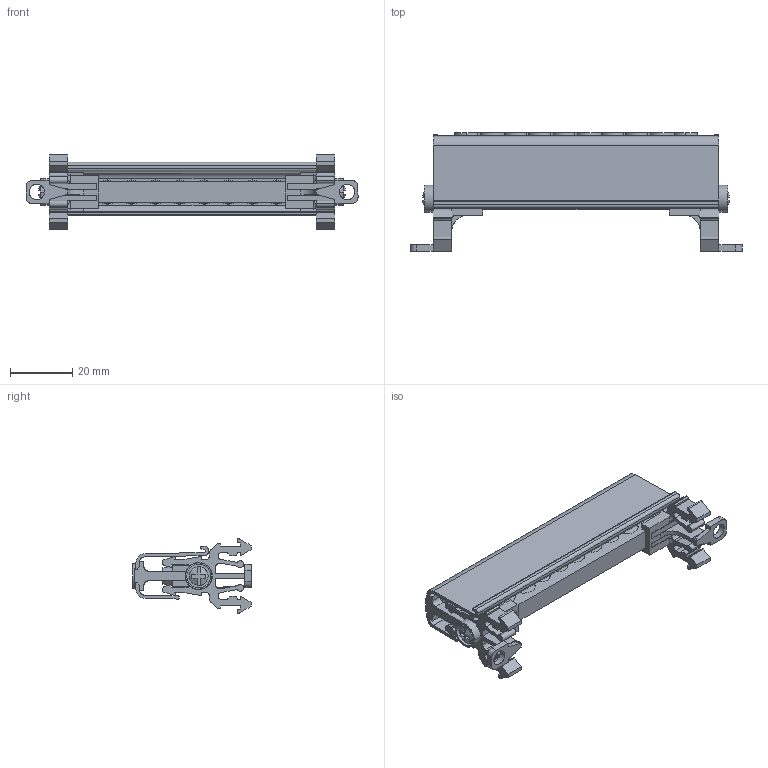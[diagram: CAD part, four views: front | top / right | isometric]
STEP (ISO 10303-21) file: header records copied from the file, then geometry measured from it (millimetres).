
FILE_DESCRIPTION (( 'STEP AP203' ), '1' );
FILE_NAME ('7x12 Tek Kutuplu Daðýtýcý Ünite - 10 Delikli.STEP', '2018-12-07T11:02:29', ( '' ), ( '' ), 'SwSTEP 2.0', 'SolidWorks 2011', '' );
FILE_SCHEMA (( 'CONFIG_CONTROL_DESIGN' ));
Length unit declared in the file: millimetre
Products named in the file (1): 7x12 Tek Kutuplu Daðýtýcý Ünite - 10 Delikli
Bounding box: 106.68 x 37.99 x 24 mm (x, y, z)
Volume: 16273.4 mm3; surface area: 19320.6 mm2
Topology: 1 solids, 4 shells, 922 faces, 2667 edges, 1780 vertices
Faces by surface type: plane 473, cylinder 242, cone 141, bspline 66
Entity records: 35400 total; most frequent: CARTESIAN_POINT 12453, ORIENTED_EDGE 5334, DIRECTION 3972, EDGE_CURVE 2667, VERTEX_POINT 1780, LINE 1350, VECTOR 1350, AXIS2_PLACEMENT_3D 1311
